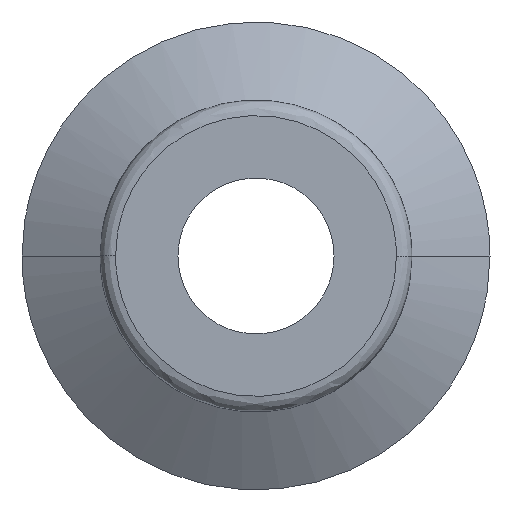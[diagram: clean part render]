
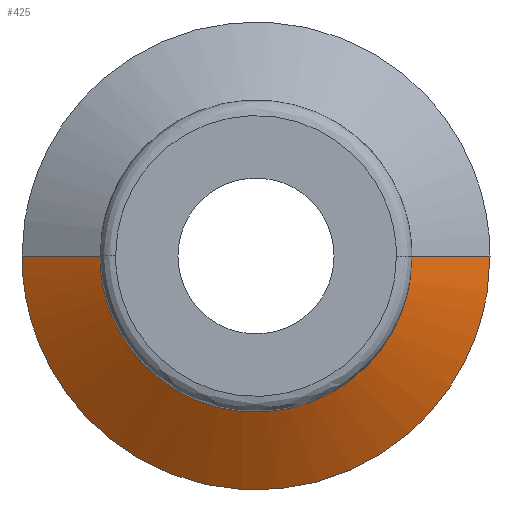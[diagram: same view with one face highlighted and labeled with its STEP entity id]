
A CAD part, front view. The second image highlights one B-rep face of the part: STEP entity #425.
In plain terms, the highlighted free-form (B-spline) face has degree [1, 3] with [2, 4] control points.
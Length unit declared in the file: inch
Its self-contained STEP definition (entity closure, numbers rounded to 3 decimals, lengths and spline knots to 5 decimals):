
#43=CARTESIAN_POINT('',(0.75,0.65373,0.));
#44=CARTESIAN_POINT('',(0.75,0.65373,
-0.0625));
#45=CARTESIAN_POINT('',(0.73865,0.65373,
-0.16863));
#46=CARTESIAN_POINT('',(0.67892,0.65373,
-0.32812));
#47=CARTESIAN_POINT('',(0.60555,0.65373,
-0.45095));
#48=CARTESIAN_POINT('',(0.49888,0.65373,
-0.56809));
#49=CARTESIAN_POINT('',(0.35782,0.65373,
-0.66709));
#50=CARTESIAN_POINT('',(0.18747,0.65373,
-0.73413));
#51=CARTESIAN_POINT('',(0.,0.65373,-0.75794));
#52=CARTESIAN_POINT('',(-0.18747,0.65373,
-0.73413));
#53=CARTESIAN_POINT('',(-0.35782,0.65373,
-0.66709));
#54=CARTESIAN_POINT('',(-0.49888,0.65373,
-0.56809));
#55=CARTESIAN_POINT('',(-0.60555,0.65373,
-0.45095));
#56=CARTESIAN_POINT('',(-0.67892,0.65373,
-0.32812));
#57=CARTESIAN_POINT('',(-0.73865,0.65373,
-0.16863));
#58=CARTESIAN_POINT('',(-0.75,0.65373,
-0.0625));
#59=CARTESIAN_POINT('',(-0.75,0.65373,0.));
#64=CARTESIAN_POINT('',(0.5,0.5,0.));
#65=CARTESIAN_POINT('',(0.58333,0.55124,0.));
#66=CARTESIAN_POINT('',(0.66667,0.60248,0.));
#67=CARTESIAN_POINT('',(0.75,0.65373,0.));
#72=CARTESIAN_POINT('',(-0.5,0.5,0.));
#73=CARTESIAN_POINT('',(-0.58333,0.55124,0.));
#74=CARTESIAN_POINT('',(-0.66667,0.60248,0.));
#75=CARTESIAN_POINT('',(-0.75,0.65373,0.));
#127=CARTESIAN_POINT('',(0.5,0.5,0.));
#128=CARTESIAN_POINT('',(0.5,0.5,-0.04167));
#129=CARTESIAN_POINT('',(0.49002,0.5,-0.13579));
#130=CARTESIAN_POINT('',(0.42745,0.5,-0.2745));
#131=CARTESIAN_POINT('',(0.33258,0.5,-0.37875));
#132=CARTESIAN_POINT('',(0.23855,0.5,-0.44472));
#133=CARTESIAN_POINT('',(0.12498,0.5,-0.48942));
#134=CARTESIAN_POINT('',(0.,0.5,-0.50529));
#135=CARTESIAN_POINT('',(-0.12498,0.5,-0.48942));
#136=CARTESIAN_POINT('',(-0.23855,0.5,-0.44472));
#137=CARTESIAN_POINT('',(-0.33258,0.5,-0.37875));
#138=CARTESIAN_POINT('',(-0.42745,0.5,-0.2745));
#139=CARTESIAN_POINT('',(-0.49002,0.5,-0.13579));
#140=CARTESIAN_POINT('',(-0.5,0.5,-0.04167));
#141=CARTESIAN_POINT('',(-0.5,0.5,0.));
#370=VERTEX_POINT('',#43);
#371=VERTEX_POINT('',#59);
#378=VERTEX_POINT('',#64);
#379=CARTESIAN_POINT('',(-0.5,0.5,0.));
#380=VERTEX_POINT('',#379);
#407=CARTESIAN_POINT('',(0.75463,0.6568,
0.02372));
#408=CARTESIAN_POINT('',(0.80514,0.6568,
-1.58346));
#409=CARTESIAN_POINT('',(-0.80368,0.6568,
-1.58593));
#410=CARTESIAN_POINT('',(-0.75465,0.6568,
0.023));
#411=CARTESIAN_POINT('',(0.49476,0.49693,
0.01555));
#412=CARTESIAN_POINT('',(0.52788,0.49693,
-1.03817));
#413=CARTESIAN_POINT('',(-0.52692,0.49693,
-1.03978));
#414=CARTESIAN_POINT('',(-0.49477,0.49693,
0.01508));
#415=(BOUNDED_SURFACE()B_SPLINE_SURFACE(1,3,((#407,#408,#409,#410),(#411,#412,
#413,#414)),.UNSPECIFIED.,.F.,.F.,.F.)B_SPLINE_SURFACE_WITH_KNOTS((2,2),(4,4),(
-0.02,1.02),(-0.01596,1.01547),.UNSPECIFIED.)GEOMETRIC_REPRESENTATION_ITEM()RATIONAL_B_SPLINE_SURFACE(((1.032,0.323,
0.323,1.031),(1.032,0.323,
0.323,1.031)))REPRESENTATION_ITEM('')SURFACE());
#416=ORIENTED_EDGE('',*,*,#396,.T.);
#418=ORIENTED_EDGE('',*,*,#417,.F.);
#420=ORIENTED_EDGE('',*,*,#419,.F.);
#422=ORIENTED_EDGE('',*,*,#421,.T.);
#423=EDGE_LOOP('',(#416,#418,#420,#422));
#424=FACE_OUTER_BOUND('',#423,.F.);
#60=B_SPLINE_CURVE_WITH_KNOTS('',3,(#43,#44,#45,#46,#47,#48,#49,#50,#51,#52,#53,
#54,#55,#56,#57,#58,#59),.UNSPECIFIED.,.F.,.F.,(4,1,1,1,1,1,1,1,1,1,1,1,1,1,4),(
0.,0.125,0.1875,0.25,0.3125,0.375,0.4375,0.5,0.5625,0.625,
0.6875,0.75,0.8125,0.875,1.),.UNSPECIFIED.);
#68=B_SPLINE_CURVE_WITH_KNOTS('',3,(#64,#65,#66,#67),.UNSPECIFIED.,.F.,.F.,(4,
4),(0.,1.),.UNSPECIFIED.);
#76=B_SPLINE_CURVE_WITH_KNOTS('',3,(#72,#73,#74,#75),.UNSPECIFIED.,.F.,.F.,(4,
4),(0.,1.),.UNSPECIFIED.);
#142=B_SPLINE_CURVE_WITH_KNOTS('',3,(#127,#128,#129,#130,#131,#132,#133,#134,
#135,#136,#137,#138,#139,#140,#141),.UNSPECIFIED.,.F.,.F.,(4,1,1,1,1,1,1,1,1,1,
1,1,4),(0.,0.125,0.25,0.3125,0.375,0.4375,0.5,0.5625,0.625,
0.6875,0.75,0.875,1.),.UNSPECIFIED.);
#396=EDGE_CURVE('',#370,#371,#60,.T.);
#417=EDGE_CURVE('',#380,#371,#76,.T.);
#419=EDGE_CURVE('',#378,#380,#142,.T.);
#421=EDGE_CURVE('',#378,#370,#68,.T.);
#425=ADVANCED_FACE('',(#424),#415,.T.);
